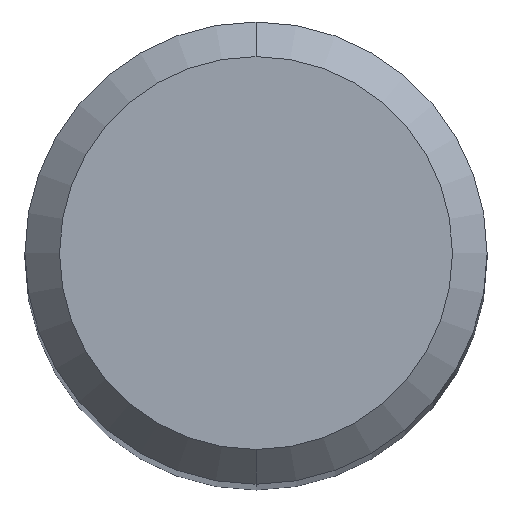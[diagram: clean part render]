
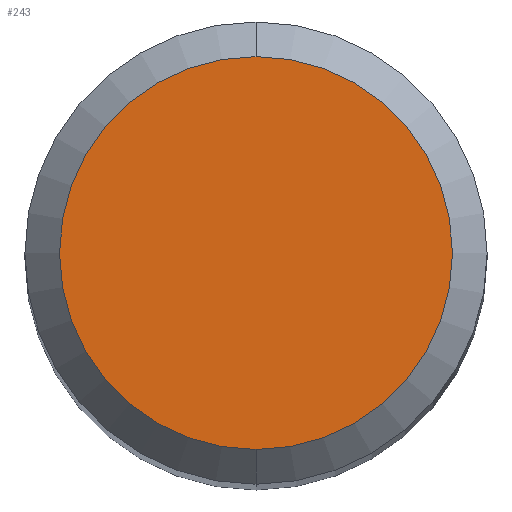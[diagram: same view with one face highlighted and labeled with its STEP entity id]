
A CAD part, top view. The second image highlights one B-rep face of the part: STEP entity #243.
In plain terms, the highlighted planar face has unit normal (0, 0, 1).
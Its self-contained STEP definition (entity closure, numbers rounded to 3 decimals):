
#179=VERTEX_POINT('',#486);
#189=EDGE_CURVE('',#179,#413,#496,.T.);
#217=EDGE_CURVE('',#413,#179,#527,.T.);
#243=ADVANCED_FACE('',(#555),#556,.T.);
#413=VERTEX_POINT('',#747);
#486=CARTESIAN_POINT('',(0.,-1.7,0.));
#496=CIRCLE('',#858,1.7);
#527=CIRCLE('',#899,1.7);
#555=FACE_OUTER_BOUND('',#939,.T.);
#556=PLANE('',#940);
#747=CARTESIAN_POINT('',(0.0,1.7,0.));
#858=AXIS2_PLACEMENT_3D('',#1450,#1451,#1452);
#899=AXIS2_PLACEMENT_3D('',#1489,#1490,#1491);
#939=EDGE_LOOP('',(#1517,#1518));
#940=AXIS2_PLACEMENT_3D('',#1519,#1520,#1521);
#1450=CARTESIAN_POINT('',(0.0,0.0,0.));
#1451=DIRECTION('',(0.0,0.0,-1.0));
#1452=DIRECTION('',(0.0,1.0,0.0));
#1489=CARTESIAN_POINT('',(0.0,0.0,0.));
#1490=DIRECTION('',(0.0,0.0,-1.0));
#1491=DIRECTION('',(0.0,1.0,0.0));
#1517=ORIENTED_EDGE('',*,*,#217,.F.);
#1518=ORIENTED_EDGE('',*,*,#189,.F.);
#1519=CARTESIAN_POINT('',(0.0,0.85,0.));
#1520=DIRECTION('',(-0.0,0.0,1.0));
#1521=DIRECTION('',(0.0,-1.0,0.0));
